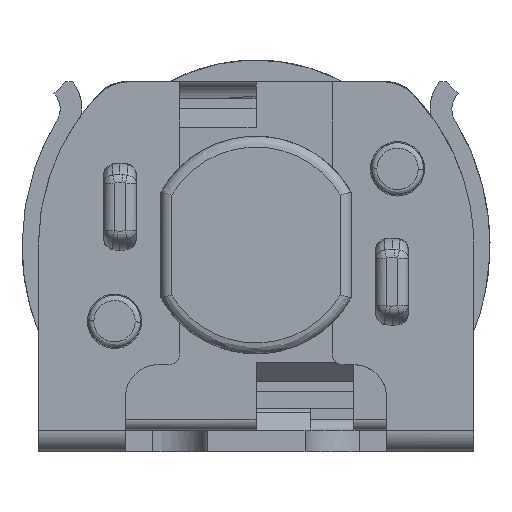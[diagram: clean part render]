
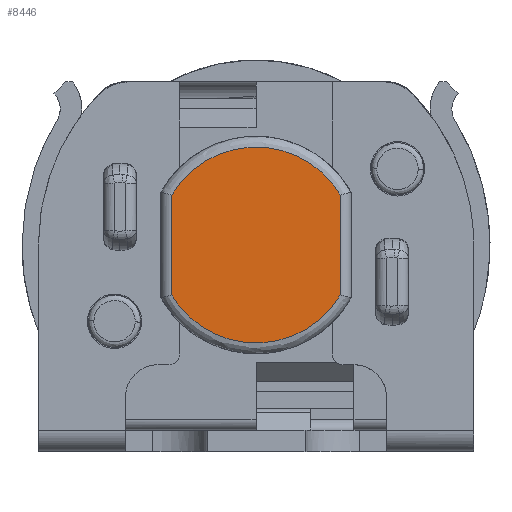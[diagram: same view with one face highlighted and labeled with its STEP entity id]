
A CAD part, left-side view. The second image highlights one B-rep face of the part: STEP entity #8446.
In plain terms, the highlighted planar face has unit normal (-1, 0, 0).
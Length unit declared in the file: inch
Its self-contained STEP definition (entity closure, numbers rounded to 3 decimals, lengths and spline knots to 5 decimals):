
#20 = LINE ( 'NONE', #3174, #3494 ) ;
#50 = DIRECTION ( 'NONE',  ( 0., 1., 0. ) ) ;
#197 = VERTEX_POINT ( 'NONE', #4227 ) ;
#237 = AXIS2_PLACEMENT_3D ( 'NONE', #2996, #8706, #50 ) ;
#878 = FACE_OUTER_BOUND ( 'NONE', #5557, .T. ) ;
#1020 = CARTESIAN_POINT ( 'NONE',  ( -0.1378, 0.03051, 0.09463 ) ) ;
#1580 = CARTESIAN_POINT ( 'NONE',  ( -0.1378, -0.01513, 0.11887 ) ) ;
#2115 = EDGE_CURVE ( 'NONE', #7319, #197, #10029, .T. ) ;
#2735 = CARTESIAN_POINT ( 'NONE',  ( -0.1378, -0.01513, 0.03073 ) ) ;
#2996 = CARTESIAN_POINT ( 'NONE',  ( -0.1378, 0., 0.0748 ) ) ;
#3174 = CARTESIAN_POINT ( 'NONE',  ( -0.1378, -0.03051, 0.0748 ) ) ;
#3259 = CARTESIAN_POINT ( 'NONE',  ( -0.1378, 0.03051, 0.09282 ) ) ;
#3494 = VECTOR ( 'NONE', #6304, 39.37008 ) ;
#3880 = PLANE ( 'NONE',  #237 ) ;
#4206 = ORIENTED_EDGE ( 'NONE', *, *, #5213, .F. ) ;
#4227 = CARTESIAN_POINT ( 'NONE',  ( -0.1378, -0.03051, 0.09282 ) ) ;
#4390 = ORIENTED_EDGE ( 'NONE', *, *, #2115, .F. ) ;
#4870 = ORIENTED_EDGE ( 'NONE', *, *, #9801, .F. ) ;
#5213 = EDGE_CURVE ( 'NONE', #197, #7566, #20, .T. ) ;
#5478 = CARTESIAN_POINT ( 'NONE',  ( -0.1378, 0.03051, 0.09282 ) ) ;
#5557 = EDGE_LOOP ( 'NONE', ( #4870, #7931, #4206, #4390 ) ) ;
#5681 =( BOUNDED_CURVE ( )  B_SPLINE_CURVE ( 3, ( #6493, #2735, #6593, #8813 ),
 .UNSPECIFIED., .F., .T. ) 
 B_SPLINE_CURVE_WITH_KNOTS ( ( 4, 4 ),
 ( 0., 1. ),
 .UNSPECIFIED. ) 
 CURVE ( )  GEOMETRIC_REPRESENTATION_ITEM ( )  RATIONAL_B_SPLINE_CURVE ( ( 1., 0.672, 0.672, 1. ) ) 
 REPRESENTATION_ITEM ( '' )  );
#5801 = DIRECTION ( 'NONE',  ( 0., 0., 1. ) ) ;
#5873 = VERTEX_POINT ( 'NONE', #6670 ) ;
#6126 = CARTESIAN_POINT ( 'NONE',  ( -0.1378, -0.03051, 0.05679 ) ) ;
#6304 = DIRECTION ( 'NONE',  ( 0., 0., -1. ) ) ;
#6493 = CARTESIAN_POINT ( 'NONE',  ( -0.1378, -0.03051, 0.05679 ) ) ;
#6593 = CARTESIAN_POINT ( 'NONE',  ( -0.1378, 0.01513, 0.03073 ) ) ;
#6670 = CARTESIAN_POINT ( 'NONE',  ( -0.1378, 0.03051, 0.05679 ) ) ;
#7319 = VERTEX_POINT ( 'NONE', #3259 ) ;
#7469 = VECTOR ( 'NONE', #5801, 39.37008 ) ;
#7566 = VERTEX_POINT ( 'NONE', #6126 ) ;
#7854 = CARTESIAN_POINT ( 'NONE',  ( -0.1378, -0.03051, 0.09282 ) ) ;
#7904 = CARTESIAN_POINT ( 'NONE',  ( -0.1378, 0.01513, 0.11887 ) ) ;
#7931 = ORIENTED_EDGE ( 'NONE', *, *, #10172, .F. ) ;
#8070 = LINE ( 'NONE', #1020, #7469 ) ;
#8446 = ADVANCED_FACE ( 'NONE', ( #878 ), #3880, .F. ) ;
#8706 = DIRECTION ( 'NONE',  ( 1., 0., 0. ) ) ;
#8813 = CARTESIAN_POINT ( 'NONE',  ( -0.1378, 0.03051, 0.05679 ) ) ;
#9801 = EDGE_CURVE ( 'NONE', #5873, #7319, #8070, .T. ) ;
#10029 =( BOUNDED_CURVE ( )  B_SPLINE_CURVE ( 3, ( #5478, #7904, #1580, #7854 ),
 .UNSPECIFIED., .F., .T. ) 
 B_SPLINE_CURVE_WITH_KNOTS ( ( 4, 4 ),
 ( 0., 1. ),
 .UNSPECIFIED. ) 
 CURVE ( )  GEOMETRIC_REPRESENTATION_ITEM ( )  RATIONAL_B_SPLINE_CURVE ( ( 1., 0.672, 0.672, 1. ) ) 
 REPRESENTATION_ITEM ( '' )  );
#10172 = EDGE_CURVE ( 'NONE', #7566, #5873, #5681, .T. ) ;
